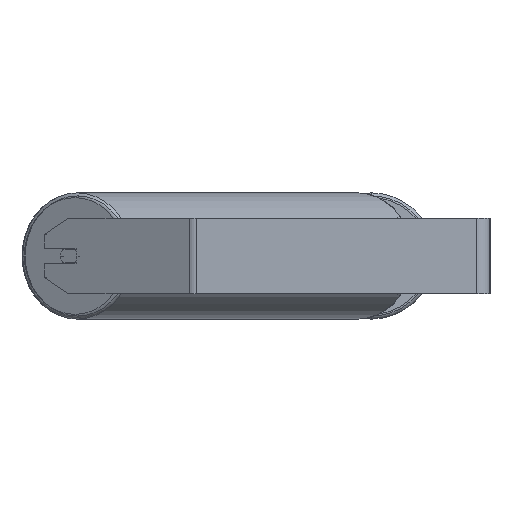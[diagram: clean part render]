
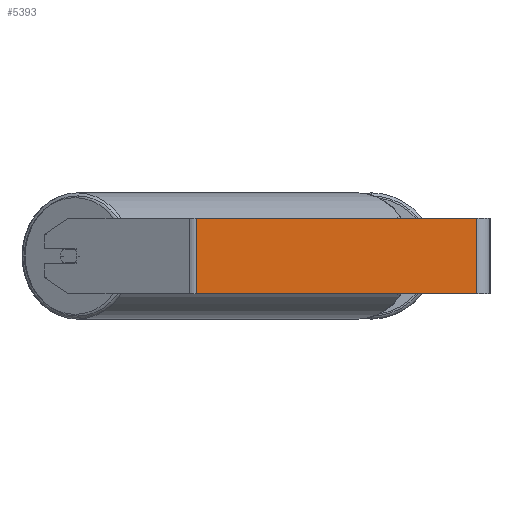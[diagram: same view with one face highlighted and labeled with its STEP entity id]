
A CAD part, left-side view. The second image highlights one B-rep face of the part: STEP entity #5393.
In plain terms, the highlighted planar face has unit normal (-1, 0, 0).
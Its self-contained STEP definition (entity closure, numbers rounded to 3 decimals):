
#46 = EDGE_LOOP ( 'NONE', ( #991, #2486, #1030, #4136 ) ) ;
#102 = CARTESIAN_POINT ( 'NONE',  ( -945., 309.521, 40. ) ) ;
#552 = PLANE ( 'NONE',  #6085 ) ;
#653 = DIRECTION ( 'NONE',  ( 0., -1., 0. ) ) ;
#991 = ORIENTED_EDGE ( 'NONE', *, *, #1292, .T. ) ;
#1030 = ORIENTED_EDGE ( 'NONE', *, *, #3382, .F. ) ;
#1053 = VECTOR ( 'NONE', #2485, 1000. ) ;
#1289 = CARTESIAN_POINT ( 'NONE',  ( -945., 14., 40. ) ) ;
#1292 = EDGE_CURVE ( 'NONE', #7584, #6407, #5876, .T. ) ;
#2485 = DIRECTION ( 'NONE',  ( 0., -1., 0. ) ) ;
#2486 = ORIENTED_EDGE ( 'NONE', *, *, #4182, .F. ) ;
#2598 = CARTESIAN_POINT ( 'NONE',  ( -945., 313.272, 40. ) ) ;
#3382 = EDGE_CURVE ( 'NONE', #7320, #4314, #8718, .T. ) ;
#3990 = LINE ( 'NONE', #1289, #8590 ) ;
#4136 = ORIENTED_EDGE ( 'NONE', *, *, #4249, .T. ) ;
#4182 = EDGE_CURVE ( 'NONE', #4314, #6407, #3990, .T. ) ;
#4249 = EDGE_CURVE ( 'NONE', #7320, #7584, #4784, .T. ) ;
#4314 = VERTEX_POINT ( 'NONE', #6240 ) ;
#4348 = VECTOR ( 'NONE', #4831, 1000. ) ;
#4619 = VECTOR ( 'NONE', #653, 1000. ) ;
#4712 = CARTESIAN_POINT ( 'NONE',  ( -945., 309.521, -40. ) ) ;
#4751 = DIRECTION ( 'NONE',  ( 0., 0., -1. ) ) ;
#4784 = LINE ( 'NONE', #102, #4348 ) ;
#4831 = DIRECTION ( 'NONE',  ( 0., 0., -1. ) ) ;
#5393 = ADVANCED_FACE ( 'NONE', ( #5982 ), #552, .F. ) ;
#5876 = LINE ( 'NONE', #8553, #1053 ) ;
#5982 = FACE_OUTER_BOUND ( 'NONE', #46, .T. ) ;
#6043 = DIRECTION ( 'NONE',  ( 0., 0., -1. ) ) ;
#6085 = AXIS2_PLACEMENT_3D ( 'NONE', #7347, #8002, #4751 ) ;
#6240 = CARTESIAN_POINT ( 'NONE',  ( -945., 14., 40. ) ) ;
#6407 = VERTEX_POINT ( 'NONE', #7124 ) ;
#7124 = CARTESIAN_POINT ( 'NONE',  ( -945., 14., -40. ) ) ;
#7320 = VERTEX_POINT ( 'NONE', #8251 ) ;
#7347 = CARTESIAN_POINT ( 'NONE',  ( -945., 313.272, 40. ) ) ;
#7584 = VERTEX_POINT ( 'NONE', #4712 ) ;
#8002 = DIRECTION ( 'NONE',  ( 1., 0., 0. ) ) ;
#8251 = CARTESIAN_POINT ( 'NONE',  ( -945., 309.521, 40. ) ) ;
#8553 = CARTESIAN_POINT ( 'NONE',  ( -945., 313.272, -40. ) ) ;
#8590 = VECTOR ( 'NONE', #6043, 1000. ) ;
#8718 = LINE ( 'NONE', #2598, #4619 ) ;
